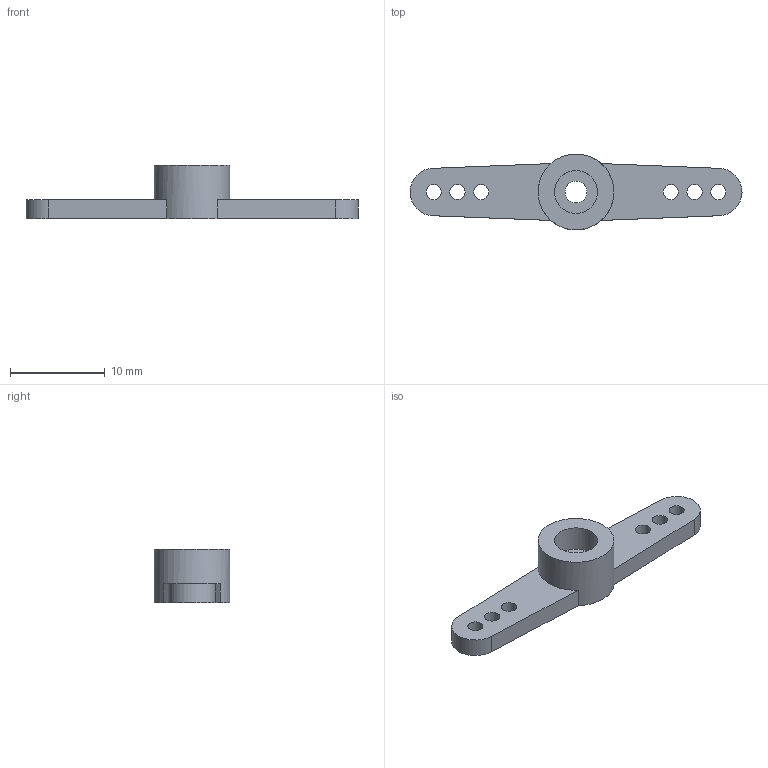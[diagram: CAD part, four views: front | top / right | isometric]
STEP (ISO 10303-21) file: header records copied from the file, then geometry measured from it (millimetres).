
FILE_DESCRIPTION(/* description */ ('Unknown'),/* implementation_level */ '2;1');
FILE_NAME(/* name */ 'hone',/* time_stamp */ '2017-05-17T17:10:10+09:00',/* author */ ('Unknown'),/* organization */ ('Unknown'),/* preprocessor_version */ 'ST-DEVELOPER v16.7',/* originating_system */ 'DEX',/* authorisation */ $);
FILE_SCHEMA (('AUTOMOTIVE_DESIGN {1 0 10303 214 3 1 1}'));
Length unit declared in the file: millimetre
Products named in the file (1): hone
Bounding box: 35 x 7.99 x 5.6 mm (x, y, z)
Volume: 437.2 mm3; surface area: 745.2 mm2
Topology: 1 solids, 1 shells, 22 faces, 55 edges, 37 vertices
Faces by surface type: cylinder 12, plane 10
Full cylindrical faces by diameter (mm): 1.6 x6, 2.3 x1, 4.55 x1, 6.2 x1, 8 x1
Entity records: 664 total; most frequent: DIRECTION 116, CARTESIAN_POINT 101, ORIENTED_EDGE 86, AXIS2_PLACEMENT_3D 50, EDGE_LOOP 48, FACE_BOUND 48, EDGE_CURVE 43, VERTEX_POINT 35
